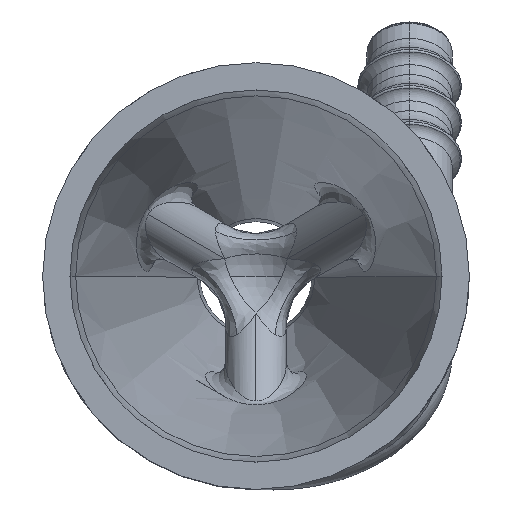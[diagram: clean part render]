
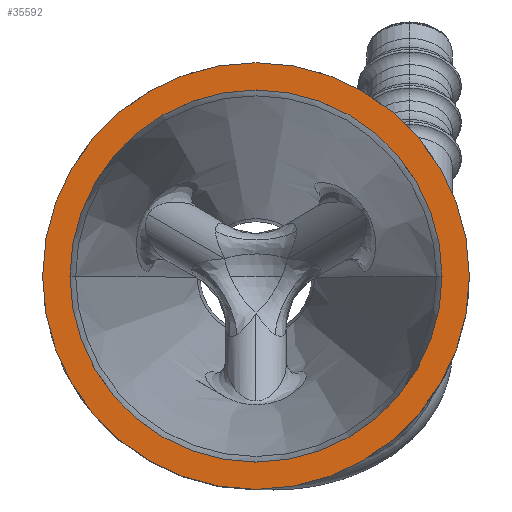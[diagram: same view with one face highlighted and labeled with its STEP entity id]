
A CAD part, top view. The second image highlights one B-rep face of the part: STEP entity #35592.
In plain terms, the highlighted planar face has unit normal (0, 0, 1).
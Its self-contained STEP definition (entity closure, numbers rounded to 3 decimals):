
#536 = CIRCLE ( 'NONE', #11867, 10.9 ) ;
#1392 = DIRECTION ( 'NONE',  ( 1., 0., 0. ) ) ;
#1534 = EDGE_CURVE ( 'NONE', #4893, #21294, #12151, .T. ) ;
#2546 = AXIS2_PLACEMENT_3D ( 'NONE', #26898, #28599, #11924 ) ;
#3818 = CARTESIAN_POINT ( 'NONE',  ( -10.9, 0., 0. ) ) ;
#3867 = DIRECTION ( 'NONE',  ( 0., 0., 1. ) ) ;
#4893 = VERTEX_POINT ( 'NONE', #20128 ) ;
#5079 = EDGE_CURVE ( 'NONE', #15053, #17553, #5583, .T. ) ;
#5452 = DIRECTION ( 'NONE',  ( 0., 0., 1. ) ) ;
#5583 = CIRCLE ( 'NONE', #14880, 10.9 ) ;
#6694 = CARTESIAN_POINT ( 'NONE',  ( -12.5, 0., 0. ) ) ;
#10196 = CARTESIAN_POINT ( 'NONE',  ( 0., 0., 0. ) ) ;
#10692 = AXIS2_PLACEMENT_3D ( 'NONE', #34616, #3867, #1392 ) ;
#11762 = EDGE_LOOP ( 'NONE', ( #20883, #14801 ) ) ;
#11867 = AXIS2_PLACEMENT_3D ( 'NONE', #13713, #5452, #19079 ) ;
#11924 = DIRECTION ( 'NONE',  ( 1., 0., 0. ) ) ;
#12125 = CARTESIAN_POINT ( 'NONE',  ( 0., 0., 0. ) ) ;
#12151 = CIRCLE ( 'NONE', #17404, 12.5 ) ;
#12239 = DIRECTION ( 'NONE',  ( 0., 0., 1. ) ) ;
#12882 = DIRECTION ( 'NONE',  ( 0., 0., 1. ) ) ;
#13713 = CARTESIAN_POINT ( 'NONE',  ( 0., 0., 0. ) ) ;
#14483 = CIRCLE ( 'NONE', #10692, 12.5 ) ;
#14629 = ORIENTED_EDGE ( 'NONE', *, *, #22348, .T. ) ;
#14801 = ORIENTED_EDGE ( 'NONE', *, *, #5079, .F. ) ;
#14880 = AXIS2_PLACEMENT_3D ( 'NONE', #10196, #12882, #32335 ) ;
#15053 = VERTEX_POINT ( 'NONE', #3818 ) ;
#17404 = AXIS2_PLACEMENT_3D ( 'NONE', #12125, #12239, #31717 ) ;
#17544 = PLANE ( 'NONE',  #2546 ) ;
#17553 = VERTEX_POINT ( 'NONE', #35644 ) ;
#19079 = DIRECTION ( 'NONE',  ( 1., 0., 0. ) ) ;
#20128 = CARTESIAN_POINT ( 'NONE',  ( 12.5, 0., 0. ) ) ;
#20883 = ORIENTED_EDGE ( 'NONE', *, *, #22764, .F. ) ;
#21294 = VERTEX_POINT ( 'NONE', #6694 ) ;
#22348 = EDGE_CURVE ( 'NONE', #21294, #4893, #14483, .T. ) ;
#22764 = EDGE_CURVE ( 'NONE', #17553, #15053, #536, .T. ) ;
#23741 = EDGE_LOOP ( 'NONE', ( #34496, #14629 ) ) ;
#26898 = CARTESIAN_POINT ( 'NONE',  ( 0., 0., 0. ) ) ;
#28599 = DIRECTION ( 'NONE',  ( 0., 0., 1. ) ) ;
#31717 = DIRECTION ( 'NONE',  ( 1., 0., 0. ) ) ;
#32335 = DIRECTION ( 'NONE',  ( 1., 0., 0. ) ) ;
#33435 = FACE_BOUND ( 'NONE', #11762, .T. ) ;
#34496 = ORIENTED_EDGE ( 'NONE', *, *, #1534, .T. ) ;
#34616 = CARTESIAN_POINT ( 'NONE',  ( 0., 0., 0. ) ) ;
#35592 = ADVANCED_FACE ( 'NONE', ( #35992, #33435 ), #17544, .T. ) ;
#35644 = CARTESIAN_POINT ( 'NONE',  ( 10.9, 0., 0. ) ) ;
#35992 = FACE_OUTER_BOUND ( 'NONE', #23741, .T. ) ;
